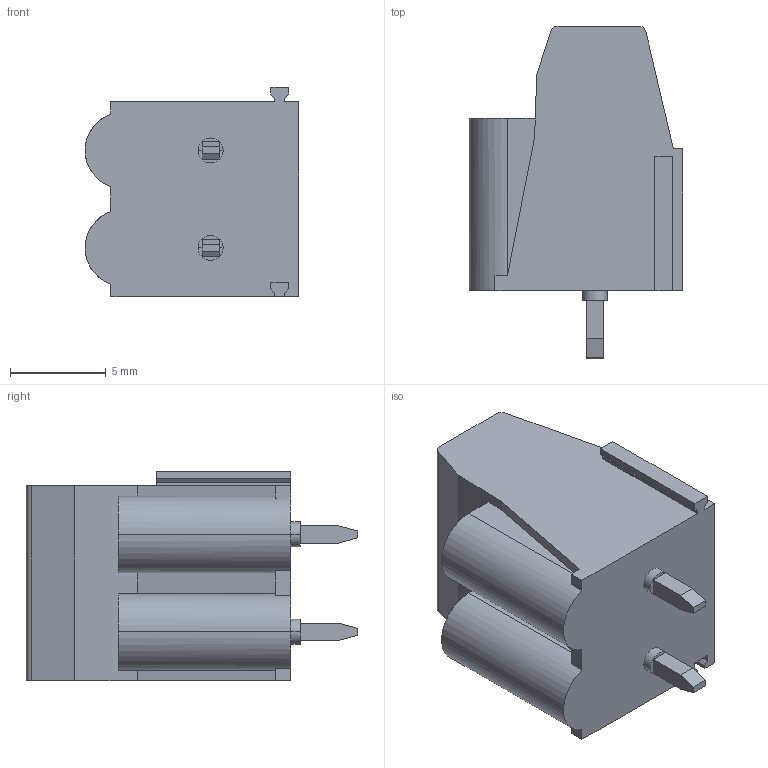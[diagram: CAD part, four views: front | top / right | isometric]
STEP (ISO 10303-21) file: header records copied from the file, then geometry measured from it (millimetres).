
FILE_DESCRIPTION(('STEP AP214'),'1');
FILE_NAME('50500.stp','2015-04-16T11:31:21',('TraceParts'),('TraceParts S.A.'),'Spatial InterOp 3D',' ',' ');
FILE_SCHEMA(('automotive_design'));
Length unit declared in the file: millimetre
Products named in the file (1): mkdsp_1.5-2-5.08|1#mkdsp_1.5-2-5.08;mkdsp_1.5-2-5.08
Bounding box: 11.15 x 17.3 x 10.9 mm (x, y, z)
Volume: 1085.4 mm3; surface area: 1030 mm2
Topology: 1 solids, 1 shells, 173 faces, 449 edges, 290 vertices
Faces by surface type: plane 129, cylinder 44
Entity records: 6659 total; most frequent: CARTESIAN_POINT 913, DIRECTION 909, ORIENTED_EDGE 898, EDGE_CURVE 449, LINE 337, VECTOR 337, VERTEX_POINT 290, AXIS2_PLACEMENT_3D 286
